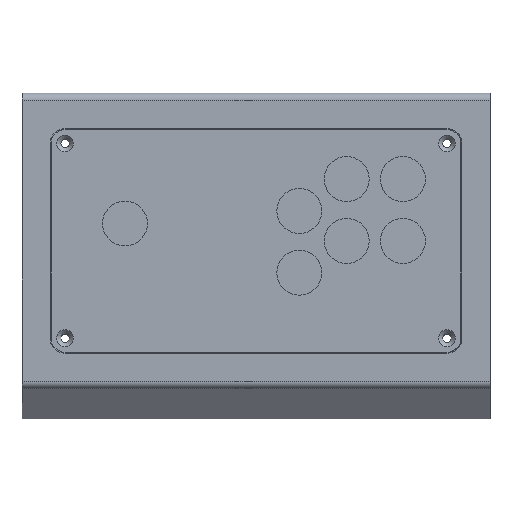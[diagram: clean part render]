
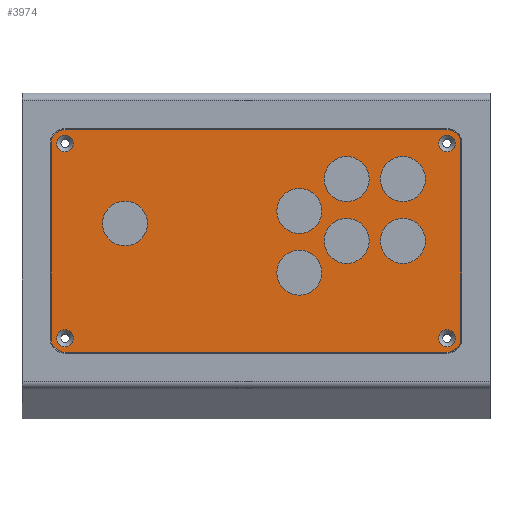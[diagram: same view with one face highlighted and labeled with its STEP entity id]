
A CAD part, top view. The second image highlights one B-rep face of the part: STEP entity #3974.
In plain terms, the highlighted planar face has unit normal (0, 0, 1).
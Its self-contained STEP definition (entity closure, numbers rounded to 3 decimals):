
#147=FACE_BOUND('',#702,.T.);
#148=FACE_BOUND('',#703,.T.);
#149=FACE_BOUND('',#704,.T.);
#150=FACE_BOUND('',#705,.T.);
#151=FACE_BOUND('',#706,.T.);
#152=FACE_BOUND('',#707,.T.);
#153=FACE_BOUND('',#708,.T.);
#154=FACE_BOUND('',#709,.T.);
#155=FACE_BOUND('',#710,.T.);
#156=FACE_BOUND('',#711,.T.);
#157=FACE_BOUND('',#712,.T.);
#221=PLANE('',#4373);
#412=FACE_OUTER_BOUND('',#701,.T.);
#701=EDGE_LOOP('',(#3289,#3290,#3291,#3292,#3293,#3294,#3295,#3296));
#702=EDGE_LOOP('',(#3297));
#703=EDGE_LOOP('',(#3298));
#704=EDGE_LOOP('',(#3299));
#705=EDGE_LOOP('',(#3300));
#706=EDGE_LOOP('',(#3301));
#707=EDGE_LOOP('',(#3302));
#708=EDGE_LOOP('',(#3303));
#709=EDGE_LOOP('',(#3304));
#710=EDGE_LOOP('',(#3305));
#711=EDGE_LOOP('',(#3306));
#712=EDGE_LOOP('',(#3307));
#976=LINE('',#6343,#1319);
#984=LINE('',#6395,#1327);
#987=LINE('',#6403,#1330);
#989=LINE('',#6408,#1332);
#1319=VECTOR('',#5174,10.);
#1327=VECTOR('',#5226,10.);
#1330=VECTOR('',#5235,10.);
#1332=VECTOR('',#5243,10.);
#1676=CIRCLE('',#4358,7.5);
#1677=CIRCLE('',#4360,7.5);
#1678=CIRCLE('',#4363,7.5);
#1679=CIRCLE('',#4366,7.5);
#1680=CIRCLE('',#4369,12.);
#1681=CIRCLE('',#4371,4.5);
#1683=CIRCLE('',#4374,4.5);
#1684=CIRCLE('',#4375,4.5);
#1685=CIRCLE('',#4376,12.025);
#1686=CIRCLE('',#4377,12.025);
#1687=CIRCLE('',#4378,12.025);
#1688=CIRCLE('',#4379,12.025);
#1689=CIRCLE('',#4380,12.025);
#1690=CIRCLE('',#4381,12.025);
#1691=CIRCLE('',#4382,4.5);
#1913=VERTEX_POINT('',#6339);
#1915=VERTEX_POINT('',#6342);
#1934=VERTEX_POINT('',#6384);
#1935=VERTEX_POINT('',#6388);
#1936=VERTEX_POINT('',#6390);
#1937=VERTEX_POINT('',#6394);
#1938=VERTEX_POINT('',#6398);
#1939=VERTEX_POINT('',#6402);
#1940=VERTEX_POINT('',#6410);
#1941=VERTEX_POINT('',#6414);
#1943=VERTEX_POINT('',#6420);
#1944=VERTEX_POINT('',#6422);
#1945=VERTEX_POINT('',#6424);
#1946=VERTEX_POINT('',#6426);
#1947=VERTEX_POINT('',#6428);
#1948=VERTEX_POINT('',#6430);
#1949=VERTEX_POINT('',#6432);
#1950=VERTEX_POINT('',#6434);
#1951=VERTEX_POINT('',#6436);
#2381=EDGE_CURVE('',#1915,#1913,#976,.T.);
#2402=EDGE_CURVE('',#1934,#1915,#1676,.T.);
#2405=EDGE_CURVE('',#1936,#1935,#1677,.T.);
#2407=EDGE_CURVE('',#1937,#1936,#984,.T.);
#2409=EDGE_CURVE('',#1938,#1937,#1678,.T.);
#2411=EDGE_CURVE('',#1939,#1938,#987,.T.);
#2413=EDGE_CURVE('',#1913,#1939,#1679,.T.);
#2414=EDGE_CURVE('',#1935,#1934,#989,.T.);
#2415=EDGE_CURVE('',#1940,#1940,#1680,.T.);
#2417=EDGE_CURVE('',#1941,#1941,#1681,.T.);
#2420=EDGE_CURVE('',#1943,#1943,#1683,.T.);
#2421=EDGE_CURVE('',#1944,#1944,#1684,.T.);
#2422=EDGE_CURVE('',#1945,#1945,#1685,.T.);
#2423=EDGE_CURVE('',#1946,#1946,#1686,.T.);
#2424=EDGE_CURVE('',#1947,#1947,#1687,.T.);
#2425=EDGE_CURVE('',#1948,#1948,#1688,.T.);
#2426=EDGE_CURVE('',#1949,#1949,#1689,.T.);
#2427=EDGE_CURVE('',#1950,#1950,#1690,.T.);
#2428=EDGE_CURVE('',#1951,#1951,#1691,.T.);
#3289=ORIENTED_EDGE('',*,*,#2402,.T.);
#3290=ORIENTED_EDGE('',*,*,#2381,.T.);
#3291=ORIENTED_EDGE('',*,*,#2413,.T.);
#3292=ORIENTED_EDGE('',*,*,#2411,.T.);
#3293=ORIENTED_EDGE('',*,*,#2409,.T.);
#3294=ORIENTED_EDGE('',*,*,#2407,.T.);
#3295=ORIENTED_EDGE('',*,*,#2405,.T.);
#3296=ORIENTED_EDGE('',*,*,#2414,.T.);
#3297=ORIENTED_EDGE('',*,*,#2415,.T.);
#3298=ORIENTED_EDGE('',*,*,#2420,.F.);
#3299=ORIENTED_EDGE('',*,*,#2421,.F.);
#3300=ORIENTED_EDGE('',*,*,#2422,.T.);
#3301=ORIENTED_EDGE('',*,*,#2423,.T.);
#3302=ORIENTED_EDGE('',*,*,#2424,.T.);
#3303=ORIENTED_EDGE('',*,*,#2425,.T.);
#3304=ORIENTED_EDGE('',*,*,#2426,.T.);
#3305=ORIENTED_EDGE('',*,*,#2427,.T.);
#3306=ORIENTED_EDGE('',*,*,#2428,.F.);
#3307=ORIENTED_EDGE('',*,*,#2417,.F.);
#3974=ADVANCED_FACE('',(#412,#147,#148,#149,#150,#151,#152,#153,#154,#155,
#156,#157),#221,.T.);
#4358=AXIS2_PLACEMENT_3D('',#6385,#5215,#5216);
#4360=AXIS2_PLACEMENT_3D('',#6391,#5221,#5222);
#4363=AXIS2_PLACEMENT_3D('',#6399,#5230,#5231);
#4366=AXIS2_PLACEMENT_3D('',#6406,#5239,#5240);
#4369=AXIS2_PLACEMENT_3D('',#6411,#5246,#5247);
#4371=AXIS2_PLACEMENT_3D('',#6415,#5251,#5252);
#4373=AXIS2_PLACEMENT_3D('',#6419,#5256,#5257);
#4374=AXIS2_PLACEMENT_3D('',#6421,#5258,#5259);
#4375=AXIS2_PLACEMENT_3D('',#6423,#5260,#5261);
#4376=AXIS2_PLACEMENT_3D('',#6425,#5262,#5263);
#4377=AXIS2_PLACEMENT_3D('',#6427,#5264,#5265);
#4378=AXIS2_PLACEMENT_3D('',#6429,#5266,#5267);
#4379=AXIS2_PLACEMENT_3D('',#6431,#5268,#5269);
#4380=AXIS2_PLACEMENT_3D('',#6433,#5270,#5271);
#4381=AXIS2_PLACEMENT_3D('',#6435,#5272,#5273);
#4382=AXIS2_PLACEMENT_3D('',#6437,#5274,#5275);
#5174=DIRECTION('',(0.,1.,0.));
#5215=DIRECTION('center_axis',(0.,0.,1.));
#5216=DIRECTION('ref_axis',(-1.,0.,0.));
#5221=DIRECTION('center_axis',(0.,0.,1.));
#5222=DIRECTION('ref_axis',(-1.,0.,0.));
#5226=DIRECTION('',(0.,-1.,0.));
#5230=DIRECTION('center_axis',(0.,0.,1.));
#5231=DIRECTION('ref_axis',(-1.,0.,0.));
#5235=DIRECTION('',(-1.,0.,0.));
#5239=DIRECTION('center_axis',(0.,0.,1.));
#5240=DIRECTION('ref_axis',(-1.,0.,0.));
#5243=DIRECTION('',(1.,0.,0.));
#5246=DIRECTION('center_axis',(0.,0.,-1.));
#5247=DIRECTION('ref_axis',(1.,0.,0.));
#5251=DIRECTION('center_axis',(0.,0.,1.));
#5252=DIRECTION('ref_axis',(-1.,0.,0.));
#5256=DIRECTION('center_axis',(0.,0.,1.));
#5257=DIRECTION('ref_axis',(1.,0.,0.));
#5258=DIRECTION('center_axis',(0.,0.,1.));
#5259=DIRECTION('ref_axis',(-1.,0.,0.));
#5260=DIRECTION('center_axis',(0.,0.,1.));
#5261=DIRECTION('ref_axis',(-1.,0.,0.));
#5262=DIRECTION('center_axis',(0.,0.,-1.));
#5263=DIRECTION('ref_axis',(1.,0.,0.));
#5264=DIRECTION('center_axis',(0.,0.,-1.));
#5265=DIRECTION('ref_axis',(1.,0.,0.));
#5266=DIRECTION('center_axis',(0.,0.,-1.));
#5267=DIRECTION('ref_axis',(1.,0.,0.));
#5268=DIRECTION('center_axis',(0.,0.,-1.));
#5269=DIRECTION('ref_axis',(1.,0.,0.));
#5270=DIRECTION('center_axis',(0.,0.,-1.));
#5271=DIRECTION('ref_axis',(1.,0.,0.));
#5272=DIRECTION('center_axis',(0.,0.,-1.));
#5273=DIRECTION('ref_axis',(1.,0.,0.));
#5274=DIRECTION('center_axis',(0.,0.,1.));
#5275=DIRECTION('ref_axis',(-1.,0.,0.));
#6339=CARTESIAN_POINT('',(109.5,72.706,45.));
#6342=CARTESIAN_POINT('',(109.5,-31.294,45.));
#6343=CARTESIAN_POINT('',(109.5,-5.294,45.));
#6384=CARTESIAN_POINT('',(102.,-38.794,45.));
#6385=CARTESIAN_POINT('Origin',(102.,-31.294,45.));
#6388=CARTESIAN_POINT('',(-102.,-38.794,45.));
#6390=CARTESIAN_POINT('',(-109.5,-31.294,45.));
#6391=CARTESIAN_POINT('Origin',(-102.,-31.294,45.));
#6394=CARTESIAN_POINT('',(-109.5,72.706,45.));
#6395=CARTESIAN_POINT('',(-109.5,46.706,45.));
#6398=CARTESIAN_POINT('',(-102.,80.206,45.));
#6399=CARTESIAN_POINT('Origin',(-102.,72.706,45.));
#6402=CARTESIAN_POINT('',(102.,80.206,45.));
#6403=CARTESIAN_POINT('',(51.,80.206,45.));
#6406=CARTESIAN_POINT('Origin',(102.,72.706,45.));
#6408=CARTESIAN_POINT('',(-51.,-38.794,45.));
#6410=CARTESIAN_POINT('',(-82.,30.,45.));
#6411=CARTESIAN_POINT('Origin',(-70.,30.,45.));
#6414=CARTESIAN_POINT('',(106.5,72.706,45.));
#6415=CARTESIAN_POINT('Origin',(102.,72.706,45.));
#6419=CARTESIAN_POINT('Origin',(0.,20.706,45.));
#6420=CARTESIAN_POINT('',(106.5,-31.294,45.));
#6421=CARTESIAN_POINT('Origin',(102.,-31.294,45.));
#6422=CARTESIAN_POINT('',(-97.5,72.706,45.));
#6423=CARTESIAN_POINT('Origin',(-102.,72.706,45.));
#6424=CARTESIAN_POINT('',(66.415,53.706,45.));
#6425=CARTESIAN_POINT('Origin',(78.44,53.706,45.));
#6426=CARTESIAN_POINT('',(66.415,20.706,45.));
#6427=CARTESIAN_POINT('Origin',(78.44,20.706,45.));
#6428=CARTESIAN_POINT('',(36.415,20.706,45.));
#6429=CARTESIAN_POINT('Origin',(48.44,20.706,45.));
#6430=CARTESIAN_POINT('',(11.125,36.706,45.));
#6431=CARTESIAN_POINT('Origin',(23.15,36.706,45.));
#6432=CARTESIAN_POINT('',(36.415,53.706,45.));
#6433=CARTESIAN_POINT('Origin',(48.44,53.706,45.));
#6434=CARTESIAN_POINT('',(11.125,3.706,45.));
#6435=CARTESIAN_POINT('Origin',(23.15,3.706,45.));
#6436=CARTESIAN_POINT('',(-97.5,-31.294,45.));
#6437=CARTESIAN_POINT('Origin',(-102.,-31.294,45.));
